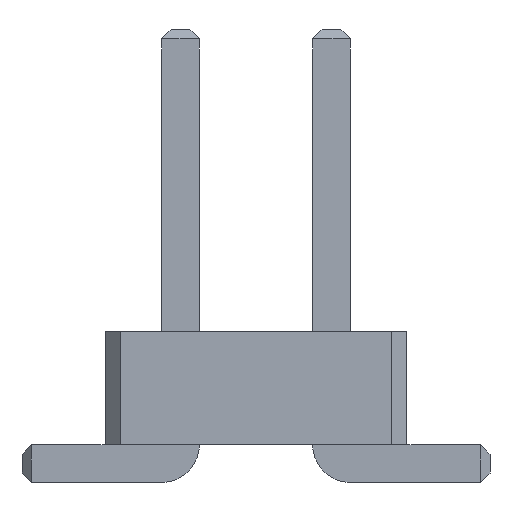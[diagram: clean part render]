
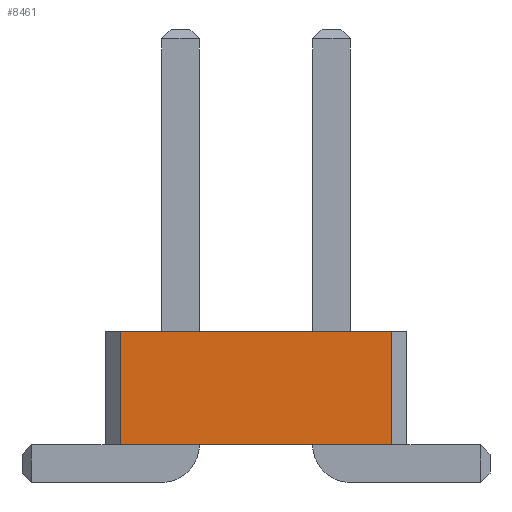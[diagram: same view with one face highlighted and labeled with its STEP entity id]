
A CAD part, front view. The second image highlights one B-rep face of the part: STEP entity #8461.
In plain terms, the highlighted planar face has unit normal (0, -1, 0).
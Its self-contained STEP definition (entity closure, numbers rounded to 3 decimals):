
#1574 = VERTEX_POINT('',#1575);
#1575 = CARTESIAN_POINT('',(1.8,-20.,0.5));
#1581 = EDGE_CURVE('',#1582,#1574,#1584,.T.);
#1582 = VERTEX_POINT('',#1583);
#1583 = CARTESIAN_POINT('',(-1.8,-20.,0.5));
#1584 = LINE('',#1585,#1586);
#1585 = CARTESIAN_POINT('',(-1.8,-20.,0.5));
#1586 = VECTOR('',#1587,1.);
#1587 = DIRECTION('',(1.,0.,0.));
#3486 = VERTEX_POINT('',#3487);
#3487 = CARTESIAN_POINT('',(1.8,-20.,2.));
#3493 = EDGE_CURVE('',#3494,#3486,#3496,.T.);
#3494 = VERTEX_POINT('',#3495);
#3495 = CARTESIAN_POINT('',(-1.8,-20.,2.));
#3496 = LINE('',#3497,#3498);
#3497 = CARTESIAN_POINT('',(-1.8,-20.,2.));
#3498 = VECTOR('',#3499,1.);
#3499 = DIRECTION('',(1.,0.,0.));
#8450 = EDGE_CURVE('',#1582,#3494,#8451,.T.);
#8451 = LINE('',#8452,#8453);
#8452 = CARTESIAN_POINT('',(-1.8,-20.,0.5));
#8453 = VECTOR('',#8454,1.);
#8454 = DIRECTION('',(0.,0.,1.));
#8461 = ADVANCED_FACE('',(#8462),#8473,.F.);
#8462 = FACE_BOUND('',#8463,.F.);
#8463 = EDGE_LOOP('',(#8464,#8465,#8466,#8472));
#8464 = ORIENTED_EDGE('',*,*,#8450,.T.);
#8465 = ORIENTED_EDGE('',*,*,#3493,.T.);
#8466 = ORIENTED_EDGE('',*,*,#8467,.F.);
#8467 = EDGE_CURVE('',#1574,#3486,#8468,.T.);
#8468 = LINE('',#8469,#8470);
#8469 = CARTESIAN_POINT('',(1.8,-20.,0.5));
#8470 = VECTOR('',#8471,1.);
#8471 = DIRECTION('',(0.,0.,1.));
#8472 = ORIENTED_EDGE('',*,*,#1581,.F.);
#8473 = PLANE('',#8474);
#8474 = AXIS2_PLACEMENT_3D('',#8475,#8476,#8477);
#8475 = CARTESIAN_POINT('',(-1.8,-20.,0.5));
#8476 = DIRECTION('',(0.,1.,0.));
#8477 = DIRECTION('',(1.,0.,0.));
